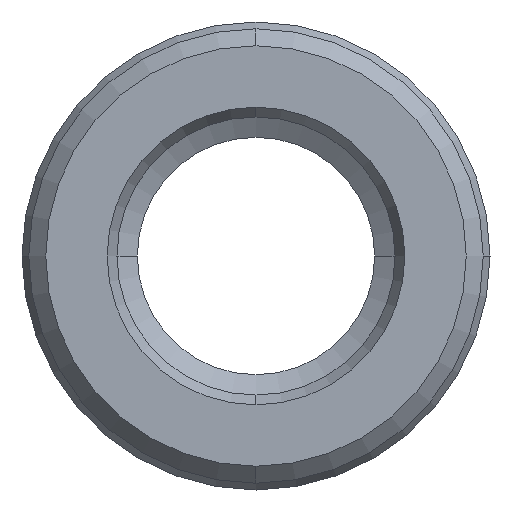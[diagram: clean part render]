
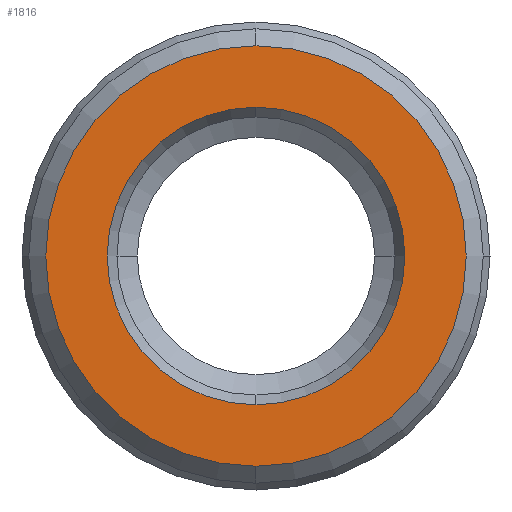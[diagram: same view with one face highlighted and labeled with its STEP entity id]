
A CAD part, left-side view. The second image highlights one B-rep face of the part: STEP entity #1816.
In plain terms, the highlighted planar face has unit normal (-1, 0, 0).
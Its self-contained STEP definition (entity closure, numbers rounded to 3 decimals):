
#550=CARTESIAN_POINT('',(-18.35,0.,0.));
#551=DIRECTION('',(-1.,0.,0.));
#552=DIRECTION('',(0.,0.,-1.));
#553=AXIS2_PLACEMENT_3D('',#550,#551,#552);
#563=CARTESIAN_POINT('',(-18.35,0.,0.));
#564=DIRECTION('',(1.,0.,0.));
#565=DIRECTION('',(0.,0.,-1.));
#566=AXIS2_PLACEMENT_3D('',#563,#564,#565);
#568=CARTESIAN_POINT('',(-18.35,0.,0.));
#569=DIRECTION('',(1.,0.,0.));
#570=DIRECTION('',(0.,0.,-1.));
#571=AXIS2_PLACEMENT_3D('',#568,#569,#570);
#573=CARTESIAN_POINT('',(-18.35,0.,0.));
#574=DIRECTION('',(-1.,0.,0.));
#575=DIRECTION('',(0.,0.,-1.));
#576=AXIS2_PLACEMENT_3D('',#573,#574,#575);
#823=CARTESIAN_POINT('',(-18.35,0.,-4.389));
#825=VERTEX_POINT('',#823);
#826=CARTESIAN_POINT('',(-18.35,0.,-6.2));
#828=VERTEX_POINT('',#826);
#833=CARTESIAN_POINT('',(-18.35,0.,4.389));
#835=VERTEX_POINT('',#833);
#836=CARTESIAN_POINT('',(-18.35,0.,6.2));
#838=VERTEX_POINT('',#836);
#1801=CARTESIAN_POINT('',(-18.35,0.,0.));
#1802=DIRECTION('',(-1.,0.,0.));
#1803=DIRECTION('',(0.,0.,1.));
#1804=AXIS2_PLACEMENT_3D('',#1801,#1802,#1803);
#1805=PLANE('',#1804);
#1806=ORIENTED_EDGE('',*,*,#1780,.F.);
#1807=ORIENTED_EDGE('',*,*,#1796,.T.);
#1808=EDGE_LOOP('',(#1806,#1807));
#1809=FACE_OUTER_BOUND('',#1808,.F.);
#1811=ORIENTED_EDGE('',*,*,#1810,.F.);
#1813=ORIENTED_EDGE('',*,*,#1812,.T.);
#1814=EDGE_LOOP('',(#1811,#1813));
#1815=FACE_BOUND('',#1814,.F.);
#1816=ADVANCED_FACE('',(#1809,#1815),#1805,.T.);
#554=CIRCLE('',#553,6.2);
#567=CIRCLE('',#566,6.2);
#572=CIRCLE('',#571,4.389);
#577=CIRCLE('',#576,4.389);
#1780=EDGE_CURVE('',#828,#838,#554,.T.);
#1796=EDGE_CURVE('',#828,#838,#567,.T.);
#1810=EDGE_CURVE('',#825,#835,#572,.T.);
#1812=EDGE_CURVE('',#825,#835,#577,.T.);
